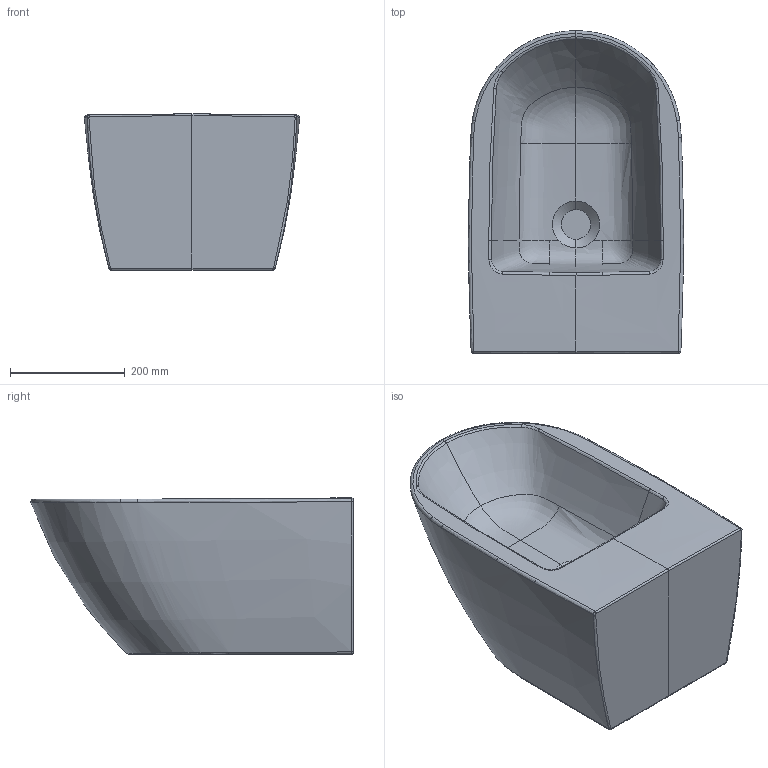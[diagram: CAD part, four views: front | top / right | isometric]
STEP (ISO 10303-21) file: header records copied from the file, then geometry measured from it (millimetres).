
FILE_DESCRIPTION(/* description */ (''),/* implementation_level */ '2;1');
FILE_NAME(/* name */ '447700.stp',/* time_stamp */ '2020-09-24T14:01:53+02:00',/* author */ (''),/* organization */ (''),/* preprocessor_version */ 'ST-DEVELOPER v16.7',/* originating_system */ 'SIEMENS PLM Software NX 1863',/* authorisation */ '');
FILE_SCHEMA (('AUTOMOTIVE_DESIGN { 1 0 10303 214 3 1 1 1 }'));
Length unit declared in the file: millimetre
Products named in the file (1): weil2B606C005vu8
Bounding box: 374.5 x 561.03 x 272 mm (x, y, z)
Volume: 32483007.3 mm3; surface area: 786550.5 mm2
Topology: 1 solids, 1 shells, 61 faces, 154 edges, 95 vertices
Faces by surface type: bspline 60, plane 1
Entity records: 12029 total; most frequent: CARTESIAN_POINT 11113, ORIENTED_EDGE 308, EDGE_CURVE 154, B_SPLINE_CURVE_WITH_KNOTS 110, VERTEX_POINT 95, ADVANCED_FACE 61, FACE_OUTER_BOUND 61, EDGE_LOOP 61
